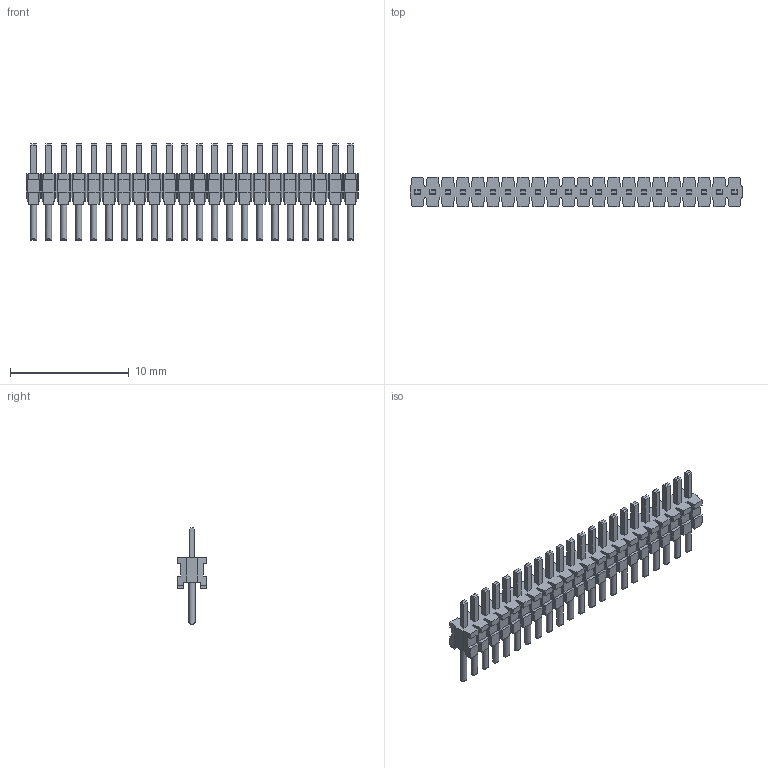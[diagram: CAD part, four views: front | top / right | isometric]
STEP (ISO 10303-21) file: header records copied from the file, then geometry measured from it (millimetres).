
FILE_DESCRIPTION(('FreeCAD Model'),'2;1');
FILE_NAME('Open CASCADE Shape Model','2025-01-08T14:01:38',(''),(''), 'Open CASCADE STEP processor 7.8','FreeCAD','Unknown');
FILE_SCHEMA(('AUTOMOTIVE_DESIGN { 1 0 10303 214 1 1 1 1 }'));
Length unit declared in the file: millimetre
Products named in the file (2): TMS-122-S_header; T-1M6-22-02-S
Bounding box: 27.94 x 2.44 x 8.13 mm (x, y, z)
Volume: 156.9 mm3; surface area: 843.7 mm2
Topology: 2 solids, 2 shells, 945 faces, 2756 edges, 1836 vertices
Faces by surface type: plane 923, cylinder 22
Full cylindrical faces by diameter (mm): 0.508 x22
Entity records: 30820 total; most frequent: CARTESIAN_POINT 5560, ORIENTED_EDGE 5512, DIRECTION 4758, EDGE_CURVE 2756, LINE 2602, VECTOR 2602, VERTEX_POINT 1836, AXIS2_PLACEMENT_3D 1078
